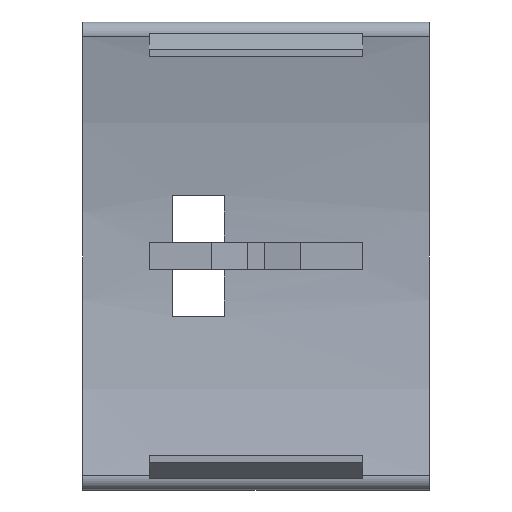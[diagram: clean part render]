
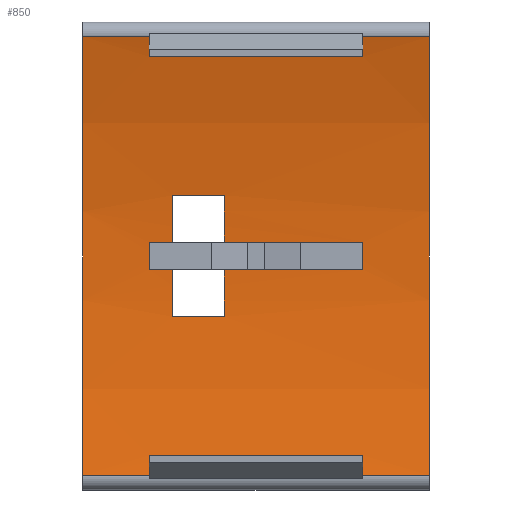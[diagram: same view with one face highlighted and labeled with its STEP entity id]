
A CAD part, front view. The second image highlights one B-rep face of the part: STEP entity #850.
In plain terms, the highlighted cylindrical face has radius 30 mm (diameter 60 mm), a partial arc.
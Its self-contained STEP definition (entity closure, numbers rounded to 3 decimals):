
#58=LINE('',#1220,#160);
#59=LINE('',#1224,#161);
#60=LINE('',#1228,#162);
#61=LINE('',#1232,#163);
#62=LINE('',#1236,#164);
#63=LINE('',#1240,#165);
#64=LINE('',#1244,#166);
#65=LINE('',#1248,#167);
#66=LINE('',#1252,#168);
#67=LINE('',#1256,#169);
#68=LINE('',#1257,#170);
#69=LINE('',#1262,#171);
#160=VECTOR('',#981,1000.);
#161=VECTOR('',#984,1000.);
#162=VECTOR('',#987,1000.);
#163=VECTOR('',#990,1000.);
#164=VECTOR('',#993,1000.);
#165=VECTOR('',#996,1000.);
#166=VECTOR('',#999,1000.);
#167=VECTOR('',#1002,1000.);
#168=VECTOR('',#1005,1000.);
#169=VECTOR('',#1008,1000.);
#170=VECTOR('',#1009,1000.);
#171=VECTOR('',#1012,1000.);
#262=ORIENTED_EDGE('',*,*,#514,.F.);
#263=ORIENTED_EDGE('',*,*,#515,.T.);
#264=ORIENTED_EDGE('',*,*,#516,.T.);
#265=ORIENTED_EDGE('',*,*,#517,.T.);
#266=ORIENTED_EDGE('',*,*,#518,.F.);
#267=ORIENTED_EDGE('',*,*,#519,.F.);
#268=ORIENTED_EDGE('',*,*,#520,.F.);
#269=ORIENTED_EDGE('',*,*,#521,.T.);
#270=ORIENTED_EDGE('',*,*,#522,.F.);
#271=ORIENTED_EDGE('',*,*,#523,.T.);
#272=ORIENTED_EDGE('',*,*,#524,.F.);
#273=ORIENTED_EDGE('',*,*,#525,.F.);
#274=ORIENTED_EDGE('',*,*,#526,.F.);
#275=ORIENTED_EDGE('',*,*,#527,.T.);
#276=ORIENTED_EDGE('',*,*,#528,.T.);
#277=ORIENTED_EDGE('',*,*,#529,.T.);
#278=ORIENTED_EDGE('',*,*,#530,.F.);
#279=ORIENTED_EDGE('',*,*,#531,.F.);
#280=ORIENTED_EDGE('',*,*,#532,.T.);
#281=ORIENTED_EDGE('',*,*,#533,.T.);
#282=ORIENTED_EDGE('',*,*,#534,.T.);
#283=ORIENTED_EDGE('',*,*,#535,.T.);
#284=ORIENTED_EDGE('',*,*,#536,.T.);
#285=ORIENTED_EDGE('',*,*,#537,.F.);
#514=EDGE_CURVE('',#640,#641,#724,.T.);
#515=EDGE_CURVE('',#640,#642,#58,.T.);
#516=EDGE_CURVE('',#642,#643,#725,.T.);
#517=EDGE_CURVE('',#643,#644,#59,.F.);
#518=EDGE_CURVE('',#645,#644,#726,.T.);
#519=EDGE_CURVE('',#646,#645,#60,.T.);
#520=EDGE_CURVE('',#647,#646,#727,.T.);
#521=EDGE_CURVE('',#647,#648,#61,.F.);
#522=EDGE_CURVE('',#649,#648,#728,.T.);
#523=EDGE_CURVE('',#649,#650,#62,.T.);
#524=EDGE_CURVE('',#651,#650,#729,.T.);
#525=EDGE_CURVE('',#641,#651,#63,.F.);
#526=EDGE_CURVE('',#652,#653,#730,.T.);
#527=EDGE_CURVE('',#652,#654,#64,.T.);
#528=EDGE_CURVE('',#654,#655,#731,.T.);
#529=EDGE_CURVE('',#655,#653,#65,.F.);
#530=EDGE_CURVE('',#656,#657,#732,.T.);
#531=EDGE_CURVE('',#658,#656,#66,.T.);
#532=EDGE_CURVE('',#658,#659,#733,.T.);
#533=EDGE_CURVE('',#659,#657,#67,.T.);
#534=EDGE_CURVE('',#660,#661,#68,.F.);
#535=EDGE_CURVE('',#661,#662,#734,.T.);
#536=EDGE_CURVE('',#662,#663,#69,.T.);
#537=EDGE_CURVE('',#660,#663,#735,.T.);
#640=VERTEX_POINT('',#1218);
#641=VERTEX_POINT('',#1219);
#642=VERTEX_POINT('',#1221);
#643=VERTEX_POINT('',#1223);
#644=VERTEX_POINT('',#1225);
#645=VERTEX_POINT('',#1227);
#646=VERTEX_POINT('',#1229);
#647=VERTEX_POINT('',#1231);
#648=VERTEX_POINT('',#1233);
#649=VERTEX_POINT('',#1235);
#650=VERTEX_POINT('',#1237);
#651=VERTEX_POINT('',#1239);
#652=VERTEX_POINT('',#1242);
#653=VERTEX_POINT('',#1243);
#654=VERTEX_POINT('',#1245);
#655=VERTEX_POINT('',#1247);
#656=VERTEX_POINT('',#1250);
#657=VERTEX_POINT('',#1251);
#658=VERTEX_POINT('',#1253);
#659=VERTEX_POINT('',#1255);
#660=VERTEX_POINT('',#1258);
#661=VERTEX_POINT('',#1259);
#662=VERTEX_POINT('',#1261);
#663=VERTEX_POINT('',#1263);
#724=CIRCLE('',#908,30.);
#725=CIRCLE('',#909,30.);
#726=CIRCLE('',#910,30.);
#727=CIRCLE('',#911,30.);
#728=CIRCLE('',#912,30.);
#729=CIRCLE('',#913,30.);
#730=CIRCLE('',#914,30.);
#731=CIRCLE('',#915,30.);
#732=CIRCLE('',#916,30.);
#733=CIRCLE('',#917,30.);
#734=CIRCLE('',#918,30.);
#735=CIRCLE('',#919,30.);
#748=EDGE_LOOP('',(#262,#263,#264,#265,#266,#267,#268,#269,#270,#271,#272,
#273));
#749=EDGE_LOOP('',(#274,#275,#276,#277));
#750=EDGE_LOOP('',(#278,#279,#280,#281));
#751=EDGE_LOOP('',(#282,#283,#284,#285));
#796=FACE_BOUND('',#748,.T.);
#797=FACE_BOUND('',#749,.T.);
#798=FACE_BOUND('',#750,.T.);
#799=FACE_BOUND('',#751,.T.);
#844=CYLINDRICAL_SURFACE('',#907,30.);
#850=ADVANCED_FACE('',(#796,#797,#798,#799),#844,.F.);
#907=AXIS2_PLACEMENT_3D('',#1216,#977,#978);
#908=AXIS2_PLACEMENT_3D('',#1217,#979,#980);
#909=AXIS2_PLACEMENT_3D('',#1222,#982,#983);
#910=AXIS2_PLACEMENT_3D('',#1226,#985,#986);
#911=AXIS2_PLACEMENT_3D('',#1230,#988,#989);
#912=AXIS2_PLACEMENT_3D('',#1234,#991,#992);
#913=AXIS2_PLACEMENT_3D('',#1238,#994,#995);
#914=AXIS2_PLACEMENT_3D('',#1241,#997,#998);
#915=AXIS2_PLACEMENT_3D('',#1246,#1000,#1001);
#916=AXIS2_PLACEMENT_3D('',#1249,#1003,#1004);
#917=AXIS2_PLACEMENT_3D('',#1254,#1006,#1007);
#918=AXIS2_PLACEMENT_3D('',#1260,#1010,#1011);
#919=AXIS2_PLACEMENT_3D('',#1264,#1013,#1014);
#977=DIRECTION('',(-1.,0.,0.));
#978=DIRECTION('',(0.,0.,1.));
#979=DIRECTION('',(-1.,0.,0.));
#980=DIRECTION('',(0.,0.,1.));
#981=DIRECTION('',(-1.,0.,0.));
#982=DIRECTION('',(1.,0.,0.));
#983=DIRECTION('',(0.,0.,-1.));
#984=DIRECTION('',(-1.,0.,0.));
#985=DIRECTION('',(-1.,0.,0.));
#986=DIRECTION('',(0.,0.,1.));
#987=DIRECTION('',(-1.,0.,0.));
#988=DIRECTION('',(1.,0.,0.));
#989=DIRECTION('',(0.,0.,-1.));
#990=DIRECTION('',(-1.,0.,0.));
#991=DIRECTION('',(1.,0.,0.));
#992=DIRECTION('',(0.,0.,-1.));
#993=DIRECTION('',(-1.,0.,0.));
#994=DIRECTION('',(1.,0.,0.));
#995=DIRECTION('',(0.,0.,-1.));
#996=DIRECTION('',(-1.,0.,0.));
#997=DIRECTION('',(1.,0.,0.));
#998=DIRECTION('',(0.,0.,-1.));
#999=DIRECTION('',(-1.,0.,0.));
#1000=DIRECTION('',(1.,0.,0.));
#1001=DIRECTION('',(0.,0.,-1.));
#1002=DIRECTION('',(-1.,0.,0.));
#1003=DIRECTION('',(1.,0.,0.));
#1004=DIRECTION('',(0.,0.,-1.));
#1005=DIRECTION('',(-1.,0.,0.));
#1006=DIRECTION('',(1.,0.,0.));
#1007=DIRECTION('',(0.,0.,-1.));
#1008=DIRECTION('',(-1.,0.,0.));
#1009=DIRECTION('',(-1.,0.,0.));
#1010=DIRECTION('',(-1.,0.,0.));
#1011=DIRECTION('',(0.,0.,1.));
#1012=DIRECTION('',(-1.,0.,0.));
#1013=DIRECTION('',(-1.,0.,0.));
#1014=DIRECTION('',(0.,0.,1.));
#1216=CARTESIAN_POINT('',(6.,-30.,0.));
#1217=CARTESIAN_POINT('',(-2.9,-30.,0.));
#1218=CARTESIAN_POINT('',(-2.9,-0.004,-0.475));
#1219=CARTESIAN_POINT('',(-2.9,-0.074,-2.1));
#1220=CARTESIAN_POINT('',(6.,-0.004,-0.475));
#1221=CARTESIAN_POINT('',(-3.7,-0.004,-0.475));
#1222=CARTESIAN_POINT('',(-3.7,-30.,0.));
#1223=CARTESIAN_POINT('',(-3.7,-0.004,0.475));
#1224=CARTESIAN_POINT('',(6.,-0.004,0.475));
#1225=CARTESIAN_POINT('',(-2.9,-0.004,0.475));
#1226=CARTESIAN_POINT('',(-2.9,-30.,0.));
#1227=CARTESIAN_POINT('',(-2.9,-0.074,2.1));
#1228=CARTESIAN_POINT('',(6.,-0.074,2.1));
#1229=CARTESIAN_POINT('',(-1.1,-0.074,2.1));
#1230=CARTESIAN_POINT('',(-1.1,-30.,0.));
#1231=CARTESIAN_POINT('',(-1.1,-0.004,0.475));
#1232=CARTESIAN_POINT('',(6.,-0.004,0.475));
#1233=CARTESIAN_POINT('',(3.7,-0.004,0.475));
#1234=CARTESIAN_POINT('',(3.7,-30.,0.));
#1235=CARTESIAN_POINT('',(3.7,-0.004,-0.475));
#1236=CARTESIAN_POINT('',(6.,-0.004,-0.475));
#1237=CARTESIAN_POINT('',(-1.1,-0.004,-0.475));
#1238=CARTESIAN_POINT('',(-1.1,-30.,0.));
#1239=CARTESIAN_POINT('',(-1.1,-0.074,-2.1));
#1240=CARTESIAN_POINT('',(6.,-0.074,-2.1));
#1241=CARTESIAN_POINT('',(3.7,-30.,0.));
#1242=CARTESIAN_POINT('',(3.7,-0.804,6.9));
#1243=CARTESIAN_POINT('',(3.7,-0.974,7.583));
#1244=CARTESIAN_POINT('',(6.,-0.804,6.9));
#1245=CARTESIAN_POINT('',(-3.7,-0.804,6.9));
#1246=CARTESIAN_POINT('',(-3.7,-30.,0.));
#1247=CARTESIAN_POINT('',(-3.7,-0.974,7.583));
#1248=CARTESIAN_POINT('',(6.,-0.974,7.583));
#1249=CARTESIAN_POINT('',(-6.,-30.,0.));
#1250=CARTESIAN_POINT('',(-6.,-0.978,-7.599));
#1251=CARTESIAN_POINT('',(-6.,-0.978,7.599));
#1252=CARTESIAN_POINT('',(6.,-0.978,-7.599));
#1253=CARTESIAN_POINT('',(6.,-0.978,-7.599));
#1254=CARTESIAN_POINT('',(6.,-30.,0.));
#1255=CARTESIAN_POINT('',(6.,-0.978,7.599));
#1256=CARTESIAN_POINT('',(6.,-0.978,7.599));
#1257=CARTESIAN_POINT('',(6.,-0.804,-6.9));
#1258=CARTESIAN_POINT('',(-3.7,-0.804,-6.9));
#1259=CARTESIAN_POINT('',(3.7,-0.804,-6.9));
#1260=CARTESIAN_POINT('',(3.7,-30.,0.));
#1261=CARTESIAN_POINT('',(3.7,-0.974,-7.583));
#1262=CARTESIAN_POINT('',(6.,-0.974,-7.583));
#1263=CARTESIAN_POINT('',(-3.7,-0.974,-7.583));
#1264=CARTESIAN_POINT('',(-3.7,-30.,0.));
